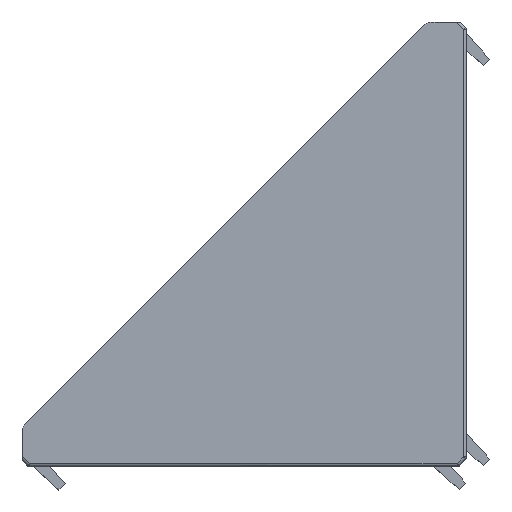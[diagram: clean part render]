
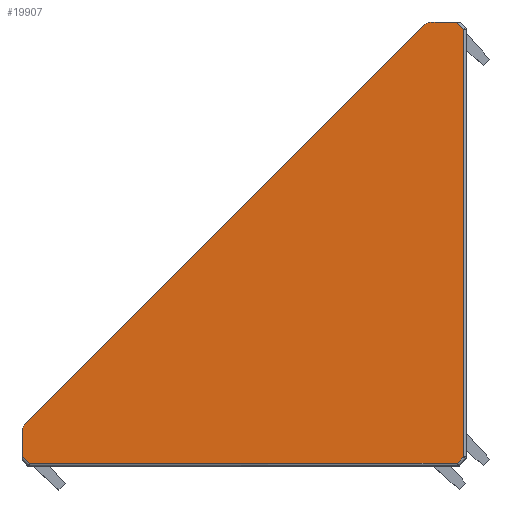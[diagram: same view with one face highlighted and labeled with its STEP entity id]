
A CAD part, top view. The second image highlights one B-rep face of the part: STEP entity #19907.
In plain terms, the highlighted planar face has unit normal (0.012, -0.012, 1).
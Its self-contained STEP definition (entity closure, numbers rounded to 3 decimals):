
#683 =( BOUNDED_CURVE ( )  B_SPLINE_CURVE ( 3, ( #7277, #7239, #8600, #7115 ),
 .UNSPECIFIED., .F., .F. ) 
 B_SPLINE_CURVE_WITH_KNOTS ( ( 4, 4 ),
 ( 3.142, 3.927 ),
 .UNSPECIFIED. ) 
 CURVE ( )  GEOMETRIC_REPRESENTATION_ITEM ( )  RATIONAL_B_SPLINE_CURVE ( ( 1., 0.949, 0.949, 1. ) ) 
 REPRESENTATION_ITEM ( '' )  );
#1076 = EDGE_CURVE ( 'NONE', #18865, #5432, #683, .T. ) ;
#1169 = CARTESIAN_POINT ( 'NONE',  ( -5.903, 76., 36.99 ) ) ;
#1379 = CARTESIAN_POINT ( 'NONE',  ( -75.414, 7.317, 37. ) ) ;
#1893 = ORIENTED_EDGE ( 'NONE', *, *, #7037, .T. ) ;
#2109 = CARTESIAN_POINT ( 'NONE',  ( -1.754, 76., 36.939 ) ) ;
#2365 = VECTOR ( 'NONE', #22046, 1000. ) ;
#2553 = LINE ( 'NONE', #7763, #2365 ) ;
#2807 = VECTOR ( 'NONE', #16556, 1000. ) ;
#3052 = LINE ( 'NONE', #16584, #2807 ) ;
#4208 =( BOUNDED_CURVE ( )  B_SPLINE_CURVE ( 3, ( #19100, #19129, #19186, #18985 ),
 .UNSPECIFIED., .F., .F. ) 
 B_SPLINE_CURVE_WITH_KNOTS ( ( 4, 4 ),
 ( 2.356, 3.142 ),
 .UNSPECIFIED. ) 
 CURVE ( )  GEOMETRIC_REPRESENTATION_ITEM ( )  RATIONAL_B_SPLINE_CURVE ( ( 1., 0.949, 0.949, 1. ) ) 
 REPRESENTATION_ITEM ( '' )  );
#4310 = EDGE_CURVE ( 'NONE', #14159, #18865, #2553, .T. ) ;
#4576 = DIRECTION ( 'NONE',  ( 0.012, -0.012, 1. ) ) ;
#4760 = CARTESIAN_POINT ( 'NONE',  ( -0.494, 74.74, 36.907 ) ) ;
#5053 = EDGE_CURVE ( 'NONE', #17202, #14159, #4208, .T. ) ;
#5371 = ORIENTED_EDGE ( 'NONE', *, *, #9286, .T. ) ;
#5432 = VERTEX_POINT ( 'NONE', #12095 ) ;
#5727 = VERTEX_POINT ( 'NONE', #4760 ) ;
#6054 = LINE ( 'NONE', #20408, #15704 ) ;
#6433 = CARTESIAN_POINT ( 'NONE',  ( -7.317, 75.414, 37. ) ) ;
#6525 = VERTEX_POINT ( 'NONE', #2109 ) ;
#6969 = LINE ( 'NONE', #15237, #18888 ) ;
#7037 = EDGE_CURVE ( 'NONE', #6525, #17202, #6969, .T. ) ;
#7115 = CARTESIAN_POINT ( 'NONE',  ( -76., 5.903, 36.99 ) ) ;
#7239 = CARTESIAN_POINT ( 'NONE',  ( -75.794, 6.937, 37. ) ) ;
#7268 = CARTESIAN_POINT ( 'NONE',  ( -1.615, 0.494, 36.005 ) ) ;
#7277 = CARTESIAN_POINT ( 'NONE',  ( -75.414, 7.317, 37. ) ) ;
#7763 = CARTESIAN_POINT ( 'NONE',  ( -7.317, 75.414, 37. ) ) ;
#8427 = VERTEX_POINT ( 'NONE', #20734 ) ;
#8600 = CARTESIAN_POINT ( 'NONE',  ( -76., 6.441, 36.996 ) ) ;
#9176 = EDGE_LOOP ( 'NONE', ( #11282, #18618, #12733, #5371, #27153, #19275, #23544, #1893, #20810, #24184 ) ) ;
#9286 = EDGE_CURVE ( 'NONE', #8427, #14720, #22099, .T. ) ;
#9542 = VECTOR ( 'NONE', #12353, 1000. ) ;
#9546 = EDGE_CURVE ( 'NONE', #5727, #6525, #20268, .T. ) ;
#9609 = CARTESIAN_POINT ( 'NONE',  ( -7.329, 0.494, 36.075 ) ) ;
#10292 = CARTESIAN_POINT ( 'NONE',  ( -76., 1.754, 36.939 ) ) ;
#10566 = DIRECTION ( 'NONE',  ( 0.707, -0.707, -0.017 ) ) ;
#11282 = ORIENTED_EDGE ( 'NONE', *, *, #1076, .T. ) ;
#11756 = EDGE_CURVE ( 'NONE', #14720, #19299, #3052, .T. ) ;
#12023 = AXIS2_PLACEMENT_3D ( 'NONE', #21696, #4576, #25447 ) ;
#12095 = CARTESIAN_POINT ( 'NONE',  ( -76., 5.903, 36.99 ) ) ;
#12114 = CARTESIAN_POINT ( 'NONE',  ( -76., 1.754, 36.939 ) ) ;
#12339 = DIRECTION ( 'NONE',  ( 0., 1., 0.012 ) ) ;
#12353 = DIRECTION ( 'NONE',  ( 1., 0., -0.012 ) ) ;
#12399 = DIRECTION ( 'NONE',  ( 0., -1., -0.012 ) ) ;
#12538 = VECTOR ( 'NONE', #12399, 1000. ) ;
#12733 = ORIENTED_EDGE ( 'NONE', *, *, #13760, .T. ) ;
#13760 = EDGE_CURVE ( 'NONE', #22941, #8427, #14002, .T. ) ;
#14002 = LINE ( 'NONE', #10292, #14619 ) ;
#14040 = LINE ( 'NONE', #18510, #12538 ) ;
#14159 = VERTEX_POINT ( 'NONE', #6433 ) ;
#14619 = VECTOR ( 'NONE', #10566, 1000. ) ;
#14720 = VERTEX_POINT ( 'NONE', #7268 ) ;
#15237 = CARTESIAN_POINT ( 'NONE',  ( -1.754, 76., 36.939 ) ) ;
#15704 = VECTOR ( 'NONE', #12339, 1000. ) ;
#15773 = DIRECTION ( 'NONE',  ( -1., 0., 0.012 ) ) ;
#16556 = DIRECTION ( 'NONE',  ( 0.707, 0.707, 0. ) ) ;
#16584 = CARTESIAN_POINT ( 'NONE',  ( -1.615, 0.494, 36.005 ) ) ;
#17158 = EDGE_CURVE ( 'NONE', #19299, #5727, #6054, .T. ) ;
#17202 = VERTEX_POINT ( 'NONE', #1169 ) ;
#18510 = CARTESIAN_POINT ( 'NONE',  ( -76., 5.903, 36.99 ) ) ;
#18618 = ORIENTED_EDGE ( 'NONE', *, *, #26099, .T. ) ;
#18865 = VERTEX_POINT ( 'NONE', #1379 ) ;
#18888 = VECTOR ( 'NONE', #15773, 1000. ) ;
#18985 = CARTESIAN_POINT ( 'NONE',  ( -7.317, 75.414, 37. ) ) ;
#19100 = CARTESIAN_POINT ( 'NONE',  ( -5.903, 76., 36.99 ) ) ;
#19129 = CARTESIAN_POINT ( 'NONE',  ( -6.441, 76., 36.996 ) ) ;
#19186 = CARTESIAN_POINT ( 'NONE',  ( -6.937, 75.794, 37. ) ) ;
#19275 = ORIENTED_EDGE ( 'NONE', *, *, #17158, .T. ) ;
#19299 = VERTEX_POINT ( 'NONE', #20547 ) ;
#19907 = ADVANCED_FACE ( 'Fl�che2', ( #25554 ), #23554, .T. ) ;
#20268 = LINE ( 'NONE', #23692, #24566 ) ;
#20408 = CARTESIAN_POINT ( 'NONE',  ( -0.494, 1.615, 36.005 ) ) ;
#20547 = CARTESIAN_POINT ( 'NONE',  ( -0.494, 1.615, 36.005 ) ) ;
#20734 = CARTESIAN_POINT ( 'NONE',  ( -74.74, 0.494, 36.907 ) ) ;
#20810 = ORIENTED_EDGE ( 'NONE', *, *, #5053, .T. ) ;
#21696 = CARTESIAN_POINT ( 'NONE',  ( -7.317, 75.414, 37. ) ) ;
#22046 = DIRECTION ( 'NONE',  ( -0.707, -0.707, 0. ) ) ;
#22099 = LINE ( 'NONE', #9609, #9542 ) ;
#22941 = VERTEX_POINT ( 'NONE', #12114 ) ;
#23544 = ORIENTED_EDGE ( 'NONE', *, *, #9546, .T. ) ;
#23554 = PLANE ( 'NONE',  #12023 ) ;
#23692 = CARTESIAN_POINT ( 'NONE',  ( -0.494, 74.74, 36.907 ) ) ;
#24184 = ORIENTED_EDGE ( 'NONE', *, *, #4310, .T. ) ;
#24566 = VECTOR ( 'NONE', #25505, 1000. ) ;
#25447 = DIRECTION ( 'NONE',  ( 1., 0., -0.012 ) ) ;
#25505 = DIRECTION ( 'NONE',  ( -0.707, 0.707, 0.017 ) ) ;
#25554 = FACE_OUTER_BOUND ( 'NONE', #9176, .T. ) ;
#26099 = EDGE_CURVE ( 'NONE', #5432, #22941, #14040, .T. ) ;
#27153 = ORIENTED_EDGE ( 'NONE', *, *, #11756, .T. ) ;
